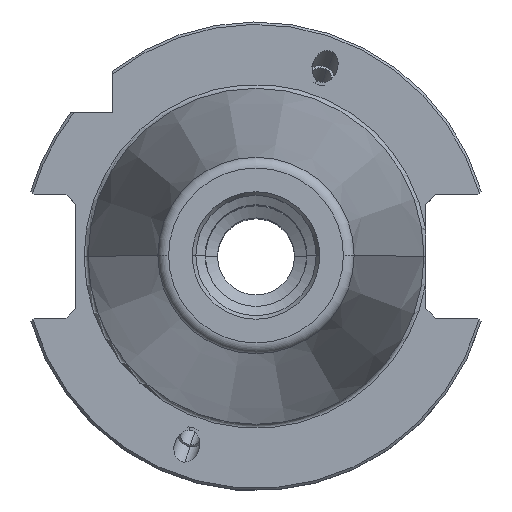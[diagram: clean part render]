
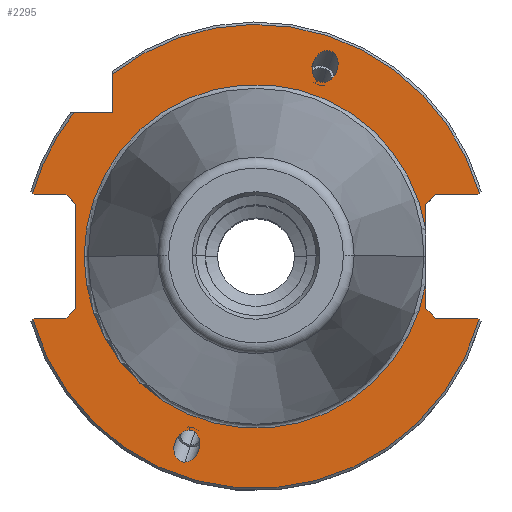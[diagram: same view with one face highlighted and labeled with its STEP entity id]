
A CAD part, top view. The second image highlights one B-rep face of the part: STEP entity #2295.
In plain terms, the highlighted planar face has unit normal (0, 0, 1).
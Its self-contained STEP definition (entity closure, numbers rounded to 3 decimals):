
#1073=VERTEX_POINT('NONE',#3107);
#1127=EDGE_CURVE('NONE',#2391,#2097,#3168,.T.);
#1131=EDGE_CURVE('NONE',#2311,#1073,#3172,.T.);
#1173=EDGE_CURVE('NONE',#2393,#2933,#3220,.T.);
#1175=EDGE_CURVE('NONE',#2617,#1507,#3222,.T.);
#1181=EDGE_CURVE('NONE',#2697,#2601,#3229,.T.);
#1201=EDGE_CURVE('NONE',#2831,#1371,#3250,.T.);
#1215=VERTEX_POINT('NONE',#3265);
#1253=EDGE_CURVE('NONE',#1371,#2973,#3308,.T.);
#1371=VERTEX_POINT('NONE',#3437);
#1401=EDGE_CURVE('NONE',#2757,#1559,#3471,.T.);
#1481=EDGE_CURVE('NONE',#2757,#2213,#3563,.T.);
#1507=VERTEX_POINT('NONE',#3593);
#1517=EDGE_CURVE('NONE',#1673,#2973,#3604,.T.);
#1527=EDGE_CURVE('NONE',#1507,#2127,#3614,.T.);
#1559=VERTEX_POINT('NONE',#3649);
#1571=EDGE_CURVE('NONE',#2439,#2831,#3663,.T.);
#1663=VERTEX_POINT('NONE',#3769);
#1673=VERTEX_POINT('NONE',#3779);
#1693=EDGE_CURVE('NONE',#3019,#2391,#3802,.T.);
#1895=EDGE_CURVE('NONE',#1673,#2697,#4017,.T.);
#2075=EDGE_CURVE('NONE',#1559,#2615,#4214,.T.);
#2097=VERTEX_POINT('NONE',#4237);
#2099=EDGE_CURVE('NONE',#1073,#2311,#4239,.T.);
#2127=VERTEX_POINT('NONE',#4269);
#2199=VERTEX_POINT('NONE',#4345);
#2213=VERTEX_POINT('NONE',#4361);
#2247=EDGE_CURVE('NONE',#2933,#2617,#4400,.T.);
#2277=EDGE_CURVE('NONE',#2451,#2615,#4432,.T.);
#2295=ADVANCED_FACE('NONE',(#4452,#4453,#4454),#4455,.T.);
#2311=VERTEX_POINT('NONE',#4472);
#2335=VERTEX_POINT('NONE',#4497);
#2391=VERTEX_POINT('NONE',#4563);
#2393=VERTEX_POINT('NONE',#4565);
#2427=EDGE_CURVE('NONE',#2199,#3019,#4604,.T.);
#2439=VERTEX_POINT('NONE',#4618);
#2451=VERTEX_POINT('NONE',#4630);
#2541=EDGE_CURVE('NONE',#2451,#1663,#4733,.T.);
#2601=VERTEX_POINT('NONE',#4801);
#2603=EDGE_CURVE('NONE',#2213,#2601,#4803,.T.);
#2615=VERTEX_POINT('NONE',#4816);
#2617=VERTEX_POINT('NONE',#4818);
#2625=EDGE_CURVE('NONE',#2097,#2393,#4827,.T.);
#2697=VERTEX_POINT('NONE',#4910);
#2701=EDGE_CURVE('NONE',#1663,#2199,#4914,.T.);
#2751=EDGE_CURVE('NONE',#1215,#2335,#4969,.T.);
#2757=VERTEX_POINT('NONE',#4975);
#2831=VERTEX_POINT('NONE',#5056);
#2887=EDGE_CURVE('NONE',#2335,#1215,#5126,.T.);
#2933=VERTEX_POINT('NONE',#5177);
#2973=VERTEX_POINT('NONE',#5219);
#3019=VERTEX_POINT('NONE',#5270);
#3029=EDGE_CURVE('NONE',#2127,#2439,#5282,.T.);
#3107=CARTESIAN_POINT('',(12.59,36.634,-3.2));
#3168=CIRCLE('',#5515,48.225);
#3172=(B_SPLINE_CURVE(3,(#5523,#5524,#5525,#5526),.UNSPECIFIED.,.F.,.F.)B_SPLINE_CURVE_WITH_KNOTS((4,4),(6.011,9.153),.UNSPECIFIED.)RATIONAL_B_SPLINE_CURVE((1.0,0.333,0.333,1.0))BOUNDED_CURVE()REPRESENTATION_ITEM('')GEOMETRIC_REPRESENTATION_ITEM()CURVE());
#3220=LINE('',#5592,#5593);
#3222=LINE('',#5596,#5597);
#3229=LINE('',#5605,#5606);
#3250=CIRCLE('',#5646,48.225);
#3265=CARTESIAN_POINT('',(-14.827,-42.778,-3.2));
#3308=LINE('',#5722,#5723);
#3437=CARTESIAN_POINT('',(46.39,-13.175,-3.2));
#3471=LINE('',#6035,#6036);
#3563=CIRCLE('',#6193,35.725);
#3593=CARTESIAN_POINT('',(-37.5,-10.85,-3.2));
#3604=LINE('',#6282,#6283);
#3614=LINE('',#6297,#6298);
#3649=CARTESIAN_POINT('',(35.3,10.85,-3.2));
#3663=LINE('',#6362,#6363);
#3769=CARTESIAN_POINT('',(46.39,13.175,-3.2));
#3779=CARTESIAN_POINT('',(37.3,-12.85,-3.2));
#3802=LINE('',#6577,#6578);
#4017=LINE('',#6956,#6957);
#4214=LINE('',#7302,#7303);
#4237=CARTESIAN_POINT('',(-46.39,13.175,-3.2));
#4239=(B_SPLINE_CURVE(3,(#7343,#7344,#7345,#7346),.UNSPECIFIED.,.F.,.F.)B_SPLINE_CURVE_WITH_KNOTS((4,4),(2.87,6.011),.UNSPECIFIED.)RATIONAL_B_SPLINE_CURVE((1.0,0.333,0.333,1.0))BOUNDED_CURVE()REPRESENTATION_ITEM('')GEOMETRIC_REPRESENTATION_ITEM()CURVE());
#4269=CARTESIAN_POINT('',(-39.5,-12.85,-3.2));
#4345=CARTESIAN_POINT('',(-29.85,37.876,-3.2));
#4361=CARTESIAN_POINT('',(-35.725,0.,-3.2));
#4400=LINE('',#7606,#7607);
#4432=LINE('',#7653,#7654);
#4452=FACE_OUTER_BOUND('',#7679,.T.);
#4453=FACE_BOUND('',#7680,.T.);
#4454=FACE_BOUND('',#7681,.T.);
#4455=PLANE('',#7682);
#4472=CARTESIAN_POINT('',(16.139,42.3,-3.2));
#4497=CARTESIAN_POINT('',(-13.903,-36.156,-3.2));
#4563=CARTESIAN_POINT('',(-37.876,29.85,-3.2));
#4565=CARTESIAN_POINT('',(-46.066,12.85,-3.2));
#4604=LINE('',#7899,#7900);
#4618=CARTESIAN_POINT('',(-46.066,-12.85,-3.2));
#4630=CARTESIAN_POINT('',(46.066,12.85,-3.2));
#4733=LINE('',#8106,#8107);
#4801=CARTESIAN_POINT('',(35.3,-5.494,-3.2));
#4803=CIRCLE('',#8208,35.725);
#4816=CARTESIAN_POINT('',(37.3,12.85,-3.2));
#4818=CARTESIAN_POINT('',(-37.5,10.85,-3.2));
#4827=LINE('',#8236,#8237);
#4910=CARTESIAN_POINT('',(35.3,-10.85,-3.2));
#4914=CIRCLE('',#8361,48.225);
#4969=(B_SPLINE_CURVE(3,(#8443,#8444,#8445,#8446),.UNSPECIFIED.,.F.,.F.)B_SPLINE_CURVE_WITH_KNOTS((4,4),(0.272,3.414),.UNSPECIFIED.)RATIONAL_B_SPLINE_CURVE((1.0,0.333,0.333,1.0))BOUNDED_CURVE()REPRESENTATION_ITEM('')GEOMETRIC_REPRESENTATION_ITEM()CURVE());
#4975=CARTESIAN_POINT('',(35.3,5.494,-3.2));
#5056=CARTESIAN_POINT('',(-46.39,-13.175,-3.2));
#5126=(B_SPLINE_CURVE(3,(#8656,#8657,#8658,#8659),.UNSPECIFIED.,.F.,.F.)B_SPLINE_CURVE_WITH_KNOTS((4,4),(3.414,6.555),.UNSPECIFIED.)RATIONAL_B_SPLINE_CURVE((1.0,0.333,0.333,1.0))BOUNDED_CURVE()REPRESENTATION_ITEM('')GEOMETRIC_REPRESENTATION_ITEM()CURVE());
#5177=CARTESIAN_POINT('',(-39.5,12.85,-3.2));
#5219=CARTESIAN_POINT('',(46.066,-12.85,-3.2));
#5270=CARTESIAN_POINT('',(-29.85,29.85,-3.2));
#5282=LINE('',#8903,#8904);
#5515=AXIS2_PLACEMENT_3D('',#9080,#9081,#9082);
#5523=CARTESIAN_POINT('',(16.139,42.3,-3.2));
#5524=CARTESIAN_POINT('',(12.056,45.727,-3.2));
#5525=CARTESIAN_POINT('',(8.507,40.06,-3.2));
#5526=CARTESIAN_POINT('',(12.59,36.634,-3.2));
#5592=CARTESIAN_POINT('',(0.,12.85,-3.2));
#5593=VECTOR('',#9143,1000.0);
#5596=CARTESIAN_POINT('',(-37.5,-35.725,-3.2));
#5597=VECTOR('',#9144,1000.0);
#5605=CARTESIAN_POINT('',(35.3,-35.725,-3.2));
#5606=VECTOR('',#9153,1000.0);
#5646=AXIS2_PLACEMENT_3D('',#9171,#9172,#9173);
#5722=CARTESIAN_POINT('',(45.916,-12.7,-3.2));
#5723=VECTOR('',#9225,1000.0);
#6035=CARTESIAN_POINT('',(35.3,-35.725,-3.2));
#6036=VECTOR('',#9401,1000.0);
#6193=AXIS2_PLACEMENT_3D('',#9525,#9526,#9527);
#6282=CARTESIAN_POINT('',(0.,-12.85,-3.2));
#6283=VECTOR('',#9586,1000.0);
#6297=CARTESIAN_POINT('',(-37.5,-10.85,-3.2));
#6298=VECTOR('',#9591,1000.0);
#6362=CARTESIAN_POINT('',(-46.916,-13.7,-3.2));
#6363=VECTOR('',#9657,1000.0);
#6577=CARTESIAN_POINT('',(0.,29.85,-3.2));
#6578=VECTOR('',#9843,1000.0);
#6956=CARTESIAN_POINT('',(37.3,-12.85,-3.2));
#6957=VECTOR('',#10070,1000.0);
#7302=CARTESIAN_POINT('',(37.3,12.85,-3.2));
#7303=VECTOR('',#10287,1000.0);
#7343=CARTESIAN_POINT('',(12.59,36.634,-3.2));
#7344=CARTESIAN_POINT('',(16.674,33.207,-3.2));
#7345=CARTESIAN_POINT('',(20.223,38.874,-3.2));
#7346=CARTESIAN_POINT('',(16.139,42.3,-3.2));
#7606=CARTESIAN_POINT('',(-37.5,10.85,-3.2));
#7607=VECTOR('',#10462,1000.0);
#7653=CARTESIAN_POINT('',(0.,12.85,-3.2));
#7654=VECTOR('',#10494,1000.0);
#7679=EDGE_LOOP('',(#10517,#10518,#10519,#10520,#10521,#10522,#10523,#10524,#10525,#10526,#10527,#10528,#10529,#10530,#10531,#10532,#10533,#10534,#10535,#10536,#10537,#10538));
#7680=EDGE_LOOP('',(#10539,#10540));
#7681=EDGE_LOOP('',(#10541,#10542));
#7682=AXIS2_PLACEMENT_3D('',#10543,#10544,#10545);
#7899=CARTESIAN_POINT('',(-29.85,-35.725,-3.2));
#7900=VECTOR('',#10721,1000.0);
#8106=CARTESIAN_POINT('',(46.916,13.7,-3.2));
#8107=VECTOR('',#10890,1000.0);
#8208=AXIS2_PLACEMENT_3D('',#10980,#10981,#10982);
#8236=CARTESIAN_POINT('',(-46.916,13.7,-3.2));
#8237=VECTOR('',#11008,1000.0);
#8361=AXIS2_PLACEMENT_3D('',#11108,#11109,#11110);
#8443=CARTESIAN_POINT('',(-14.827,-42.778,-3.2));
#8444=CARTESIAN_POINT('',(-9.496,-42.778,-3.2));
#8445=CARTESIAN_POINT('',(-8.572,-36.156,-3.2));
#8446=CARTESIAN_POINT('',(-13.903,-36.156,-3.2));
#8656=CARTESIAN_POINT('',(-13.903,-36.156,-3.2));
#8657=CARTESIAN_POINT('',(-19.233,-36.156,-3.2));
#8658=CARTESIAN_POINT('',(-20.157,-42.778,-3.2));
#8659=CARTESIAN_POINT('',(-14.827,-42.778,-3.2));
#8903=CARTESIAN_POINT('',(0.,-12.85,-3.2));
#8904=VECTOR('',#11552,1000.0);
#9080=CARTESIAN_POINT('',(0.0,0.0,-3.2));
#9081=DIRECTION('',(0.0,0.0,1.0));
#9082=DIRECTION('',(-1.0,0.,0.0));
#9143=DIRECTION('',(1.0,0.,-0.0));
#9144=DIRECTION('',(0.,-1.0,0.0));
#9153=DIRECTION('',(0.,1.0,0.0));
#9171=CARTESIAN_POINT('',(0.0,0.0,-3.2));
#9172=DIRECTION('',(0.0,0.0,1.0));
#9173=DIRECTION('',(-1.0,0.,0.0));
#9225=DIRECTION('',(-0.707,0.707,0.0));
#9401=DIRECTION('',(0.,1.0,0.0));
#9525=CARTESIAN_POINT('',(0.0,0.0,-3.2));
#9526=DIRECTION('',(0.0,0.0,1.0));
#9527=DIRECTION('',(-1.0,0.,0.0));
#9586=DIRECTION('',(1.0,0.,-0.0));
#9591=DIRECTION('',(-0.707,-0.707,0.0));
#9657=DIRECTION('',(-0.707,-0.707,0.0));
#9843=DIRECTION('',(-1.0,0.,0.0));
#10070=DIRECTION('',(-0.707,0.707,0.0));
#10287=DIRECTION('',(0.707,0.707,0.0));
#10462=DIRECTION('',(0.707,-0.707,-0.0));
#10494=DIRECTION('',(-1.0,0.,0.0));
#10517=ORIENTED_EDGE('',*,*,#2541,.T.);
#10518=ORIENTED_EDGE('',*,*,#2701,.T.);
#10519=ORIENTED_EDGE('',*,*,#2427,.T.);
#10520=ORIENTED_EDGE('',*,*,#1693,.T.);
#10521=ORIENTED_EDGE('',*,*,#1127,.T.);
#10522=ORIENTED_EDGE('',*,*,#2625,.T.);
#10523=ORIENTED_EDGE('',*,*,#1173,.T.);
#10524=ORIENTED_EDGE('',*,*,#2247,.T.);
#10525=ORIENTED_EDGE('',*,*,#1175,.T.);
#10526=ORIENTED_EDGE('',*,*,#1527,.T.);
#10527=ORIENTED_EDGE('',*,*,#3029,.T.);
#10528=ORIENTED_EDGE('',*,*,#1571,.T.);
#10529=ORIENTED_EDGE('',*,*,#1201,.T.);
#10530=ORIENTED_EDGE('',*,*,#1253,.T.);
#10531=ORIENTED_EDGE('',*,*,#1517,.F.);
#10532=ORIENTED_EDGE('',*,*,#1895,.T.);
#10533=ORIENTED_EDGE('',*,*,#1181,.T.);
#10534=ORIENTED_EDGE('',*,*,#2603,.F.);
#10535=ORIENTED_EDGE('',*,*,#1481,.F.);
#10536=ORIENTED_EDGE('',*,*,#1401,.T.);
#10537=ORIENTED_EDGE('',*,*,#2075,.T.);
#10538=ORIENTED_EDGE('',*,*,#2277,.F.);
#10539=ORIENTED_EDGE('',*,*,#2099,.F.);
#10540=ORIENTED_EDGE('',*,*,#1131,.F.);
#10541=ORIENTED_EDGE('',*,*,#2887,.F.);
#10542=ORIENTED_EDGE('',*,*,#2751,.F.);
#10543=CARTESIAN_POINT('',(0.,-35.725,-3.2));
#10544=DIRECTION('',(0.0,0.0,1.0));
#10545=DIRECTION('',(-1.0,0.,0.0));
#10721=DIRECTION('',(0.,-1.0,0.0));
#10890=DIRECTION('',(0.707,0.707,0.0));
#10980=CARTESIAN_POINT('',(0.0,0.0,-3.2));
#10981=DIRECTION('',(0.0,0.0,1.0));
#10982=DIRECTION('',(-1.0,0.,0.0));
#11008=DIRECTION('',(0.707,-0.707,-0.0));
#11108=CARTESIAN_POINT('',(0.0,0.0,-3.2));
#11109=DIRECTION('',(0.0,0.0,1.0));
#11110=DIRECTION('',(-1.0,0.,0.0));
#11552=DIRECTION('',(-1.0,0.,0.0));
